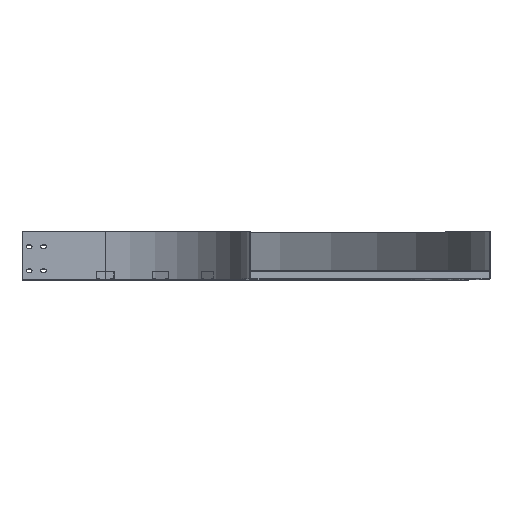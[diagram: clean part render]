
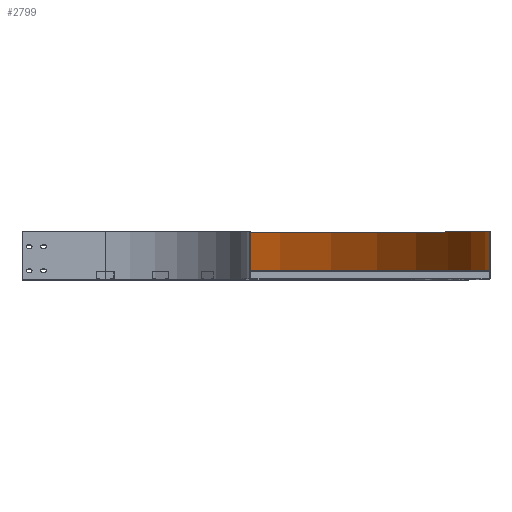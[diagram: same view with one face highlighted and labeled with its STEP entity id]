
A CAD part, top view. The second image highlights one B-rep face of the part: STEP entity #2799.
In plain terms, the highlighted cylindrical face has radius 798.8 mm (diameter 1597.6 mm), a partial arc.
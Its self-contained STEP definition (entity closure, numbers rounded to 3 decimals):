
#352 = CARTESIAN_POINT ( 'NONE',  ( -300., -41.13, -971.8 ) ) ;
#356 = CARTESIAN_POINT ( 'NONE',  ( -300., 57.07, -971.8 ) ) ;
#361 = CARTESIAN_POINT ( 'NONE',  ( 498.8, -41.13, -173. ) ) ;
#362 = CARTESIAN_POINT ( 'NONE',  ( 498.8, 57.07, -173. ) ) ;
#1845 = FACE_OUTER_BOUND ( 'NONE', #2603, .T. ) ;
#1847 = CYLINDRICAL_SURFACE ( 'NONE', #4750, 798.8 ) ;
#2483 = VERTEX_POINT ( 'NONE', #352 ) ;
#2487 = VERTEX_POINT ( 'NONE', #356 ) ;
#2492 = VERTEX_POINT ( 'NONE', #361 ) ;
#2493 = VERTEX_POINT ( 'NONE', #362 ) ;
#2603 = EDGE_LOOP ( 'NONE', ( #4108, #4109, #4110, #4111 ) ) ;
#2799 = ADVANCED_FACE ( 'NONE', ( #1845 ), #1847, .F. ) ;
#3606 = EDGE_CURVE ( 'NONE', #2483, #2487, #6502, .T. ) ;
#3607 = EDGE_CURVE ( 'NONE', #2483, #2492, #6506, .T. ) ;
#3608 = EDGE_CURVE ( 'NONE', #2492, #2493, #6505, .T. ) ;
#3609 = EDGE_CURVE ( 'NONE', #2487, #2493, #6509, .T. ) ;
#4108 = ORIENTED_EDGE ( 'NONE', *, *, #3606, .F. ) ;
#4109 = ORIENTED_EDGE ( 'NONE', *, *, #3607, .T. ) ;
#4110 = ORIENTED_EDGE ( 'NONE', *, *, #3608, .T. ) ;
#4111 = ORIENTED_EDGE ( 'NONE', *, *, #3609, .F. ) ;
#4645 = DIRECTION ( 'NONE',  ( 1., 0., 0. ) ) ;
#4646 = DIRECTION ( 'NONE',  ( 0., -1., 0. ) ) ;
#4649 = CARTESIAN_POINT ( 'NONE',  ( -300., 0., -173. ) ) ;
#4750 = AXIS2_PLACEMENT_3D ( 'NONE', #4649, #4646, #4645 ) ;
#4902 = AXIS2_PLACEMENT_3D ( 'NONE', #7444, #7445, #7446 ) ;
#4903 = AXIS2_PLACEMENT_3D ( 'NONE', #7449, #7450, #7451 ) ;
#6502 = LINE ( 'NONE', #7439, #6507 ) ;
#6505 = LINE ( 'NONE', #7443, #6510 ) ;
#6506 = CIRCLE ( 'NONE', #4902, 798.8 ) ;
#6507 = VECTOR ( 'NONE', #7433, 1000. ) ;
#6509 = CIRCLE ( 'NONE', #4903, 798.8 ) ;
#6510 = VECTOR ( 'NONE', #7438, 1000. ) ;
#7433 = DIRECTION ( 'NONE',  ( 0., 1., 0. ) ) ;
#7438 = DIRECTION ( 'NONE',  ( 0., 1., 0. ) ) ;
#7439 = CARTESIAN_POINT ( 'NONE',  ( -300., -41.13, -971.8 ) ) ;
#7443 = CARTESIAN_POINT ( 'NONE',  ( 498.8, -41.13, -173. ) ) ;
#7444 = CARTESIAN_POINT ( 'NONE',  ( -300., -41.13, -173. ) ) ;
#7445 = DIRECTION ( 'NONE',  ( 0., -1., 0. ) ) ;
#7446 = DIRECTION ( 'NONE',  ( 1., 0., 0. ) ) ;
#7449 = CARTESIAN_POINT ( 'NONE',  ( -300., 57.07, -173. ) ) ;
#7450 = DIRECTION ( 'NONE',  ( 0., -1., 0. ) ) ;
#7451 = DIRECTION ( 'NONE',  ( 1., 0., 0. ) ) ;
